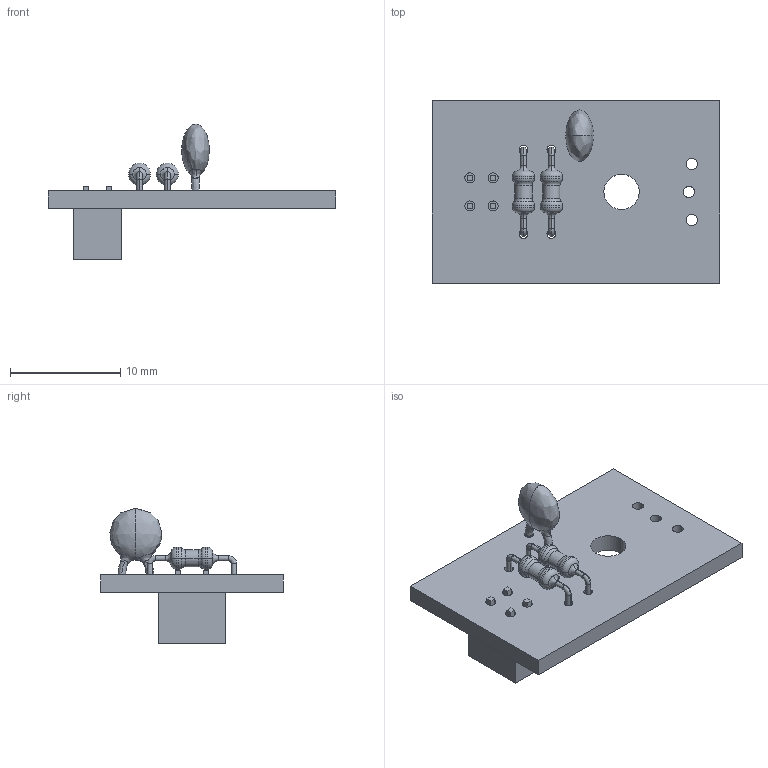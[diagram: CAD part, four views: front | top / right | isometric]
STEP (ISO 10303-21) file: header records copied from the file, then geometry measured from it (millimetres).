
FILE_DESCRIPTION (( 'STEP AP214' ), '1' );
FILE_NAME ('sensor qrd1114 - borda.STEP', '2020-08-23T23:26:58', ( '' ), ( '' ), 'SwSTEP 2.0', 'SolidWorks 2018', '' );
FILE_SCHEMA (( 'AUTOMOTIVE_DESIGN' ));
Length unit declared in the file: millimetre
Products named in the file (1): sensor qrd1114 - borda
Bounding box: 26.04 x 16.5 x 12.28 mm (x, y, z)
Surface area: 1393.9 mm2 (no closed solid volume)
Topology: 0 solids, 13 shells, 199 faces, 610 edges, 418 vertices
Faces by surface type: plane 77, cylinder 60, torus 44, bspline 18
Entity records: 10438 total; most frequent: CARTESIAN_POINT 2902, DIRECTION 1092, ORIENTED_EDGE 1008, EDGE_CURVE 606, VERTEX_POINT 418, AXIS2_PLACEMENT_3D 382, LINE 328, VECTOR 328
